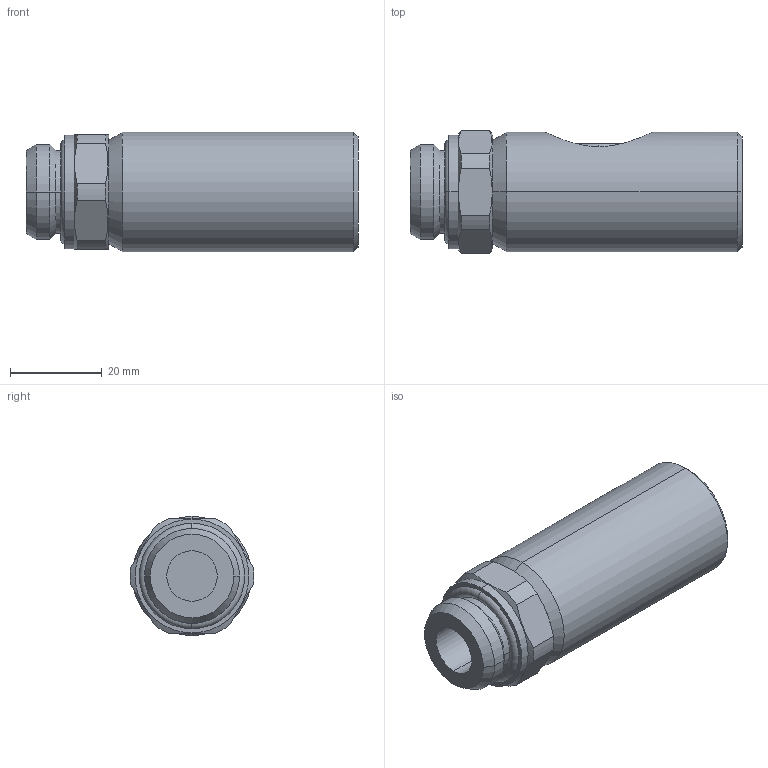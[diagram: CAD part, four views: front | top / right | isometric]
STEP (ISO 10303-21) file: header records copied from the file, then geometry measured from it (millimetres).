
FILE_DESCRIPTION (( 'STEP AP203' ), '1' );
FILE_NAME ('07460004.STEP', '2013-10-16T13:53:40', ( 'Gabriele' ), ( '' ), 'SwSTEP 2.0', 'SolidWorks 2011', '' );
FILE_SCHEMA (( 'CONFIG_CONTROL_DESIGN' ));
Length unit declared in the file: millimetre
Products named in the file (1): 07460004
Bounding box: 72.4 x 26.97 x 26 mm (x, y, z)
Volume: 33051.1 mm3; surface area: 8528.8 mm2
Topology: 1 solids, 5 shells, 142 faces, 347 edges, 223 vertices
Faces by surface type: cylinder 57, cone 42, plane 39, torus 2, sphere 2
Entity records: 4790 total; most frequent: CARTESIAN_POINT 1413, ORIENTED_EDGE 694, DIRECTION 685, EDGE_CURVE 347, AXIS2_PLACEMENT_3D 277, VERTEX_POINT 223, EDGE_LOOP 150, ADVANCED_FACE 142
